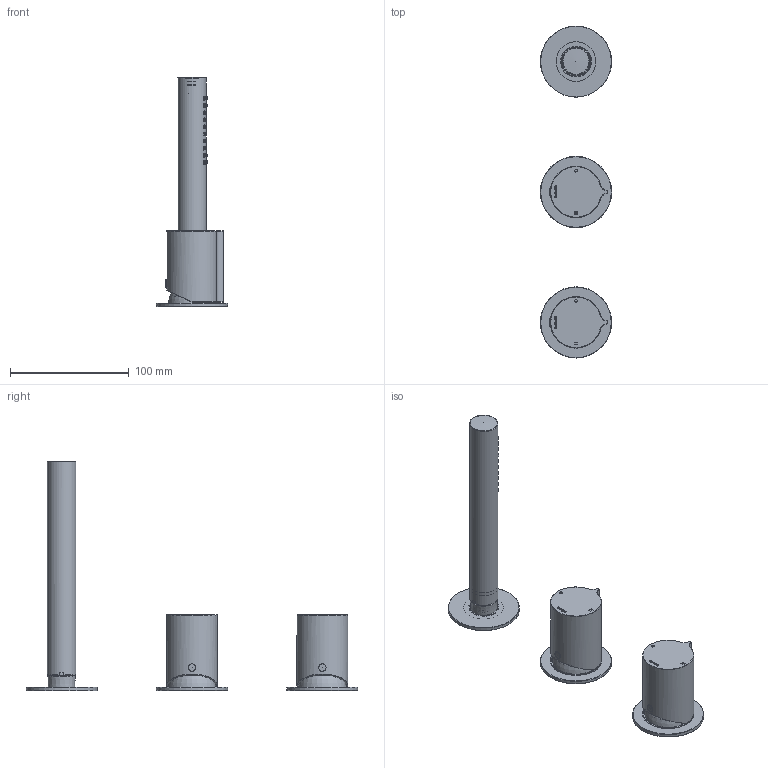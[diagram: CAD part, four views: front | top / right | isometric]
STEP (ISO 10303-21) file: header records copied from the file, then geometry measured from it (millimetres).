
FILE_DESCRIPTION(/* description */ ('Unknown'),/* implementation_level */ '2;1');
FILE_NAME(/* name */ 'GT075-00',/* time_stamp */ '2026-01-26T11:43:54+01:00',/* author */ ('Unknown'),/* organization */ ('Unknown'),/* preprocessor_version */ 'ST-DEVELOPER v20',/* originating_system */ 'Solid Edge',/* authorisation */ 'Unknown');
FILE_SCHEMA (('AUTOMOTIVE_DESIGN {1 0 10303 214 3 1 1}'));
Length unit declared in the file: millimetre
Products named in the file (18): GT075-00; AR031-04; GT023-01_oa_0; GT004-02; GT073-001_oa_1; GT073-02; GT003-08; GT073-001_oa_2; GT023-01_oa_3; GT073-01_oa_4; AR073-004 (GT073-075)_oa_5; grp doccia_oa_6; AR354-00_oa_7; AR354-001_oa_8; AR354-01; A133037_13400ZZ; A064038_12900ZZ; AR354-02
Assembly tree (21 placements, depth 4):
  GT075-00
    AR031-04  x2
    GT023-01_oa_0
    GT004-02  x2
    GT073-001_oa_1
      GT073-02
      GT003-08
    GT073-001_oa_2
      GT073-02
      GT003-08
    GT023-01_oa_3
    GT073-01_oa_4
    AR073-004 (GT073-075)_oa_5
      grp doccia_oa_6
    AR354-00_oa_7
      AR354-001_oa_8
        AR354-01
        A133037_13400ZZ
        A064038_12900ZZ
        AR354-02
Bounding box: 60 x 280 x 193.61 mm (x, y, z)
Volume: 114371.8 mm3; surface area: 111246.6 mm2
Topology: 16 solids, 16 shells, 1195 faces, 3064 edges, 1967 vertices
Faces by surface type: plane 333, bspline 297, cylinder 274, torus 177, cone 103, sphere 11
Full cylindrical faces by diameter (mm): 1.8 x2, 3.2 x40, 3.242 x5, 5 x2, 6.3 x2, 15 x2, 18 x1, 18.6 x1, 18.8 x2, 19 x1, 20.8 x4, 21.6 x2, 21.8 x3, 22 x2, 23 x2, 24 x2, 28 x1, 32.5 x2, 33.5 x1, 35.376 x6, 37 x2, 40 x4, 40.3 x2, 42.4 x2, 43 x2, 51 x3, 57 x3, 60 x3
Entity records: 48261 total; most frequent: CARTESIAN_POINT 26719, ORIENTED_EDGE 4118, DIRECTION 3458, EDGE_CURVE 2059, FACE_BOUND 1446, EDGE_LOOP 1443, VERTEX_POINT 1437, AXIS2_PLACEMENT_3D 1406
